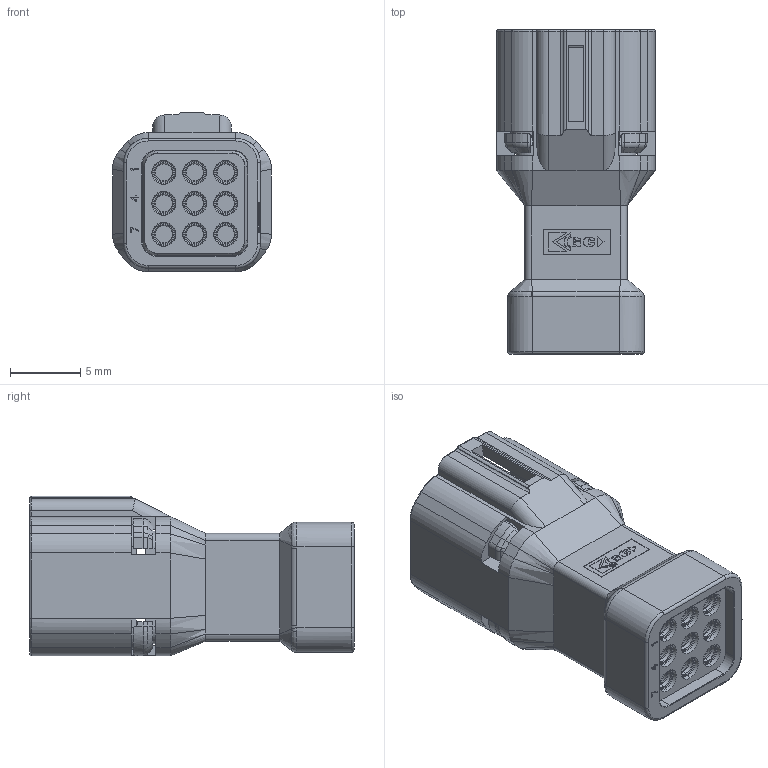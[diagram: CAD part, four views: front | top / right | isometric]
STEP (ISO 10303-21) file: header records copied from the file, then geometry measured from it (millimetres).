
FILE_DESCRIPTION((''),'2;1');
FILE_NAME('09PIN-G-WX','2025-03-19T10:28:33',('NK210218'),(''),'CREO PARAMETRIC BY PTC INC, 2020053','CREO PARAMETRIC BY PTC INC, 2020053','');
FILE_SCHEMA(('CONFIG_CONTROL_DESIGN','SHAPE_APPEARANCE_LAYERS_GROUPS'));
Length unit declared in the file: inch
Products named in the file (1): 09PIN-G-WX
Bounding box: 11.3 x 23.05 x 11.35 mm (x, y, z)
Volume: 1217.9 mm3; surface area: 1838.3 mm2
Topology: 1 solids, 4 shells, 1216 faces, 2889 edges, 1712 vertices
Faces by surface type: plane 510, torus 244, cone 218, cylinder 198, bspline 34, extrusion 9, sphere 3
Entity records: 45818 total; most frequent: CARTESIAN_POINT 8988, DIRECTION 6079, ORIENTED_EDGE 5778, EDGE_CURVE 2889, AXIS2_PLACEMENT_3D 2185, VERTEX_POINT 1712, VECTOR 1709, LINE 1700
